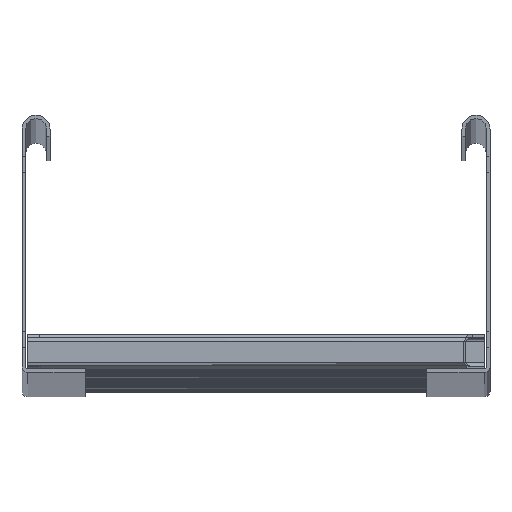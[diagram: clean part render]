
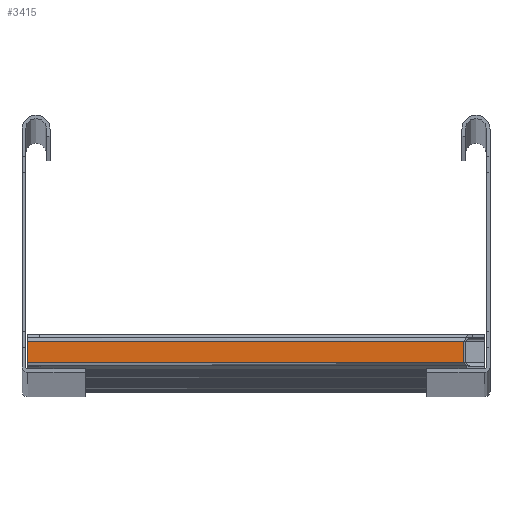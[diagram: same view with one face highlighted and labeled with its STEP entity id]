
A CAD part, top view. The second image highlights one B-rep face of the part: STEP entity #3415.
In plain terms, the highlighted face is planar.
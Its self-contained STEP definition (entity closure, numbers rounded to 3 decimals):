
#2860=DIRECTION('',(0.,0.,-1.));
#2861=VECTOR('',#2860,186.34);
#2862=CARTESIAN_POINT('',(0.,3.,186.34));
#2863=LINE('',#2862,#2861);
#2940=DIRECTION('',(0.,1.,0.));
#2941=VECTOR('',#2940,9.);
#2942=CARTESIAN_POINT('',(0.,3.,186.34));
#2943=LINE('',#2942,#2941);
#2944=DIRECTION('',(0.,-1.,0.));
#2945=VECTOR('',#2944,9.);
#2946=CARTESIAN_POINT('',(0.,12.,0.));
#2947=LINE('',#2946,#2945);
#2948=DIRECTION('',(0.,0.,1.));
#2949=VECTOR('',#2948,186.34);
#2950=CARTESIAN_POINT('',(0.,12.,0.));
#2951=LINE('',#2950,#2949);
#2986=CARTESIAN_POINT('',(0.,12.,0.));
#2987=VERTEX_POINT('',#2986);
#2988=CARTESIAN_POINT('',(0.,3.,0.));
#2989=VERTEX_POINT('',#2988);
#3023=CARTESIAN_POINT('',(0.,3.,186.34));
#3024=CARTESIAN_POINT('',(0.,12.,186.34));
#3025=VERTEX_POINT('',#3023);
#3026=VERTEX_POINT('',#3024);
#3403=CARTESIAN_POINT('',(0.,0.,-300.));
#3404=DIRECTION('',(-1.,0.,0.));
#3405=DIRECTION('',(0.,1.,0.));
#3406=AXIS2_PLACEMENT_3D('',#3403,#3404,#3405);
#3407=PLANE('',#3406);
#3409=ORIENTED_EDGE('',*,*,#3408,.T.);
#3410=ORIENTED_EDGE('',*,*,#3327,.F.);
#3411=ORIENTED_EDGE('',*,*,#3312,.T.);
#3412=ORIENTED_EDGE('',*,*,#3077,.F.);
#3413=EDGE_LOOP('',(#3409,#3410,#3411,#3412));
#3414=FACE_OUTER_BOUND('',#3413,.F.);
#3415=ADVANCED_FACE('',(#3414),#3407,.T.);
#3077=EDGE_CURVE('',#2987,#2989,#2947,.T.);
#3312=EDGE_CURVE('',#3025,#2989,#2863,.T.);
#3327=EDGE_CURVE('',#3025,#3026,#2943,.T.);
#3408=EDGE_CURVE('',#2987,#3026,#2951,.T.);
